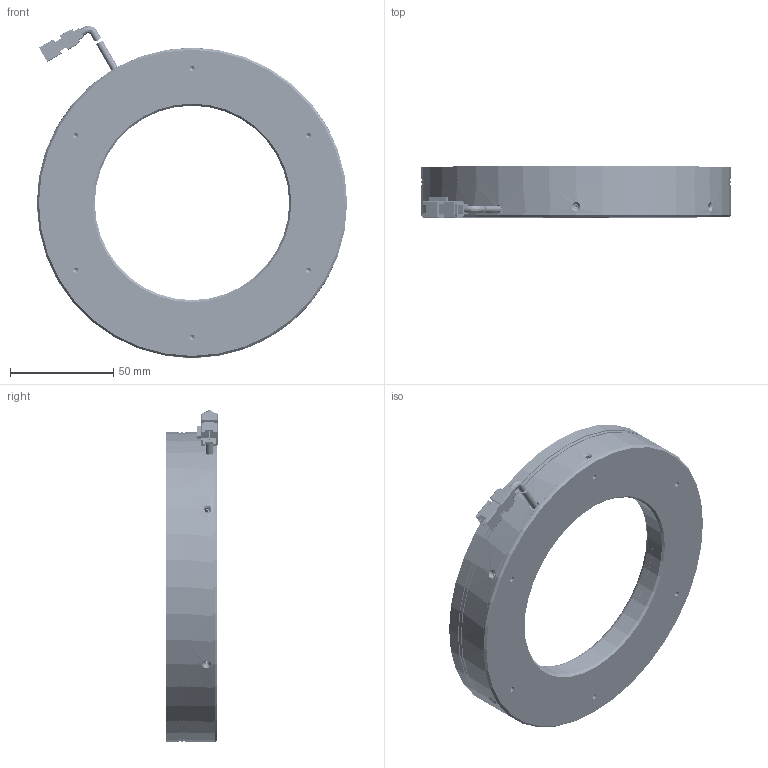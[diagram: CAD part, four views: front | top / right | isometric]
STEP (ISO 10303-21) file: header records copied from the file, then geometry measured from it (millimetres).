
FILE_DESCRIPTION (( 'STEP AP214' ), '1' );
FILE_NAME ('660009-G.STEP', '2019-03-24T02:41:00', ( 'user' ), ( '微软中国' ), 'SwSTEP 2.0', 'SolidWorks 2016', '' );
FILE_SCHEMA (( 'AUTOMOTIVE_DESIGN' ));
Length unit declared in the file: millimetre
Products named in the file (1): 660009-G
Bounding box: 150 x 24.75 x 160.52 mm (x, y, z)
Volume: 136685.3 mm3; surface area: 129773 mm2
Topology: 341 solids, 341 shells, 6006 faces, 14253 edges, 9267 vertices
Faces by surface type: plane 4098, cylinder 1478, bspline 352, cone 78
Entity records: 243760 total; most frequent: CARTESIAN_POINT 36523, DIRECTION 28359, ORIENTED_EDGE 27094, EDGE_CURVE 13547, VECTOR 9769, LINE 9769, AXIS2_PLACEMENT_3D 9295, VERTEX_POINT 9267
